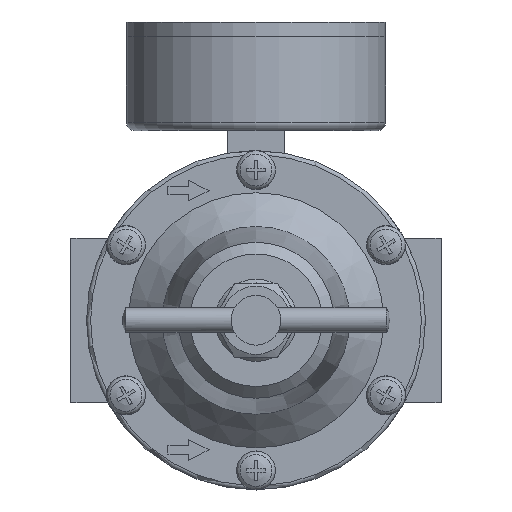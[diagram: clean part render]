
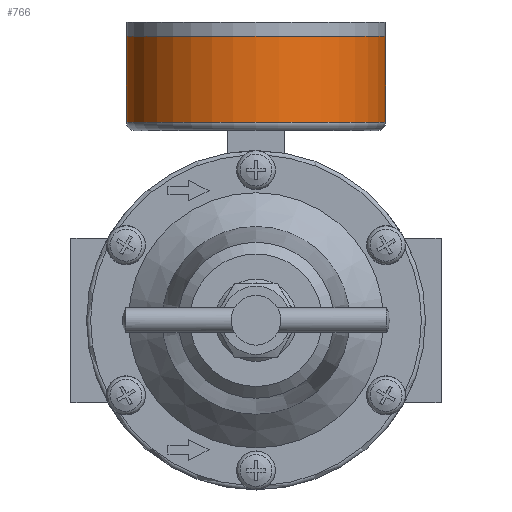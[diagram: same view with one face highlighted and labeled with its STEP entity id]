
A CAD part, front view. The second image highlights one B-rep face of the part: STEP entity #766.
In plain terms, the highlighted cylindrical face has radius 31.5 mm (diameter 63 mm), a full revolution.
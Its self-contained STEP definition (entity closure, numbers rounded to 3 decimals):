
#766 = ADVANCED_FACE( '', ( #1647, #1648 ), #1649, .T. );
#1647 = FACE_OUTER_BOUND( '', #2597, .T. );
#1648 = FACE_OUTER_BOUND( '', #2598, .T. );
#1649 = CYLINDRICAL_SURFACE( '', #2599, 31.5 );
#2597 = EDGE_LOOP( '', ( #4580 ) );
#2598 = EDGE_LOOP( '', ( #4581 ) );
#2599 = AXIS2_PLACEMENT_3D( '', #4582, #4583, #4584 );
#4580 = ORIENTED_EDGE( '', *, *, #5330, .F. );
#4581 = ORIENTED_EDGE( '', *, *, #5960, .T. );
#4582 = CARTESIAN_POINT( '', ( 0., 0., 19.5 ) );
#4583 = DIRECTION( '', ( 0., 0., 1. ) );
#4584 = DIRECTION( '', ( -1., 0., 0. ) );
#5330 = EDGE_CURVE( '', #6340, #6340, #6341, .T. );
#5960 = EDGE_CURVE( '', #7272, #7272, #7273, .T. );
#6340 = VERTEX_POINT( '', #7847 );
#6341 = CIRCLE( '', #7848, 31.5 );
#7272 = VERTEX_POINT( '', #9597 );
#7273 = CIRCLE( '', #9598, 31.5 );
#7847 = CARTESIAN_POINT( '', ( -31.5, 0., 21.5 ) );
#7848 = AXIS2_PLACEMENT_3D( '', #9991, #9992, #9993 );
#9597 = CARTESIAN_POINT( '', ( -31.5, 0., 42.38 ) );
#9598 = AXIS2_PLACEMENT_3D( '', #10690, #10691, #10692 );
#9991 = CARTESIAN_POINT( '', ( 0., 0., 21.5 ) );
#9992 = DIRECTION( '', ( 0., 0., -1. ) );
#9993 = DIRECTION( '', ( -1., 0., 0. ) );
#10690 = CARTESIAN_POINT( '', ( 0., 0., 42.38 ) );
#10691 = DIRECTION( '', ( 0., 0., -1. ) );
#10692 = DIRECTION( '', ( -1., 0., 0. ) );
